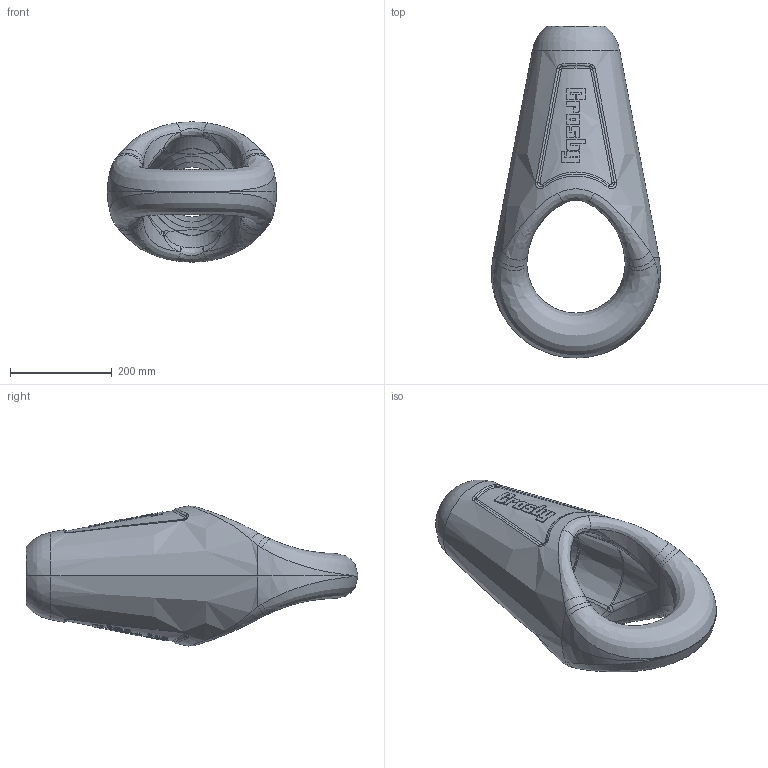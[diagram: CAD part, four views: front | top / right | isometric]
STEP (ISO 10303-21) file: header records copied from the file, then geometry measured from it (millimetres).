
FILE_DESCRIPTION((''),'2;1');
FILE_NAME('CROSBY_517_3_25-3_38_1005105','2010-05-18T',('Alan Doughty'),('The Crosby Group, Inc.'),'PRO/ENGINEER BY PARAMETRIC TECHNOLOGY CORPORATION, 2009300','PRO/ENGINEER BY PARAMETRIC TECHNOLOGY CORPORATION, 2009300','');
FILE_SCHEMA(('CONFIG_CONTROL_DESIGN'));
Length unit declared in the file: inch
Products named in the file (1): CROSBY_517_3_25-3_38_1005105
Bounding box: 333.37 x 654.05 x 276.1 mm (x, y, z)
Volume: 13223829.9 mm3; surface area: 685054.7 mm2
Topology: 1 solids, 1 shells, 669 faces, 1832 edges, 1197 vertices
Faces by surface type: plane 443, bspline 80, extrusion 72, cone 43, torus 14, cylinder 11, sphere 6
Entity records: 27494 total; most frequent: CARTESIAN_POINT 12528, ORIENTED_EDGE 3660, DIRECTION 2242, EDGE_CURVE 1830, VERTEX_POINT 1197, B_SPLINE_CURVE_WITH_KNOTS 1076, AXIS2_PLACEMENT_3D 827, EDGE_LOOP 707
